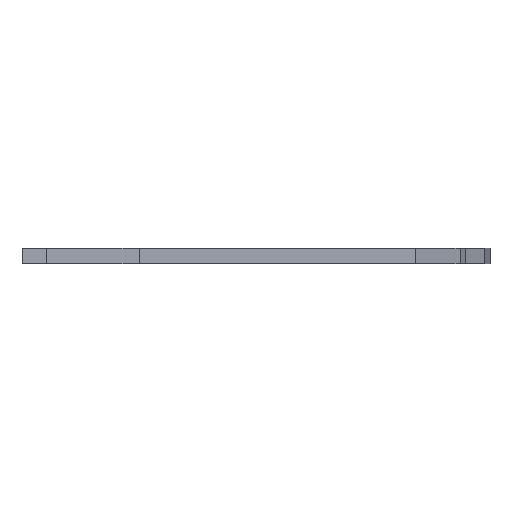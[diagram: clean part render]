
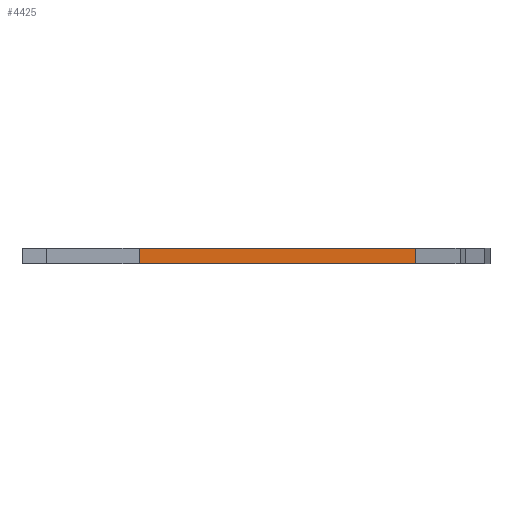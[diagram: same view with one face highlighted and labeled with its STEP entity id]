
A CAD part, front view. The second image highlights one B-rep face of the part: STEP entity #4425.
In plain terms, the highlighted planar face has unit normal (0, -1, 0).
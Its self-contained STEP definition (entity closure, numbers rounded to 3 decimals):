
#83 = PLANE('',#84);
#84 = AXIS2_PLACEMENT_3D('',#85,#86,#87);
#85 = CARTESIAN_POINT('',(43.33,-58.036,1.6));
#86 = DIRECTION('',(0.,0.,1.));
#87 = DIRECTION('',(1.,0.,-0.));
#137 = PLANE('',#138);
#138 = AXIS2_PLACEMENT_3D('',#139,#140,#141);
#139 = CARTESIAN_POINT('',(43.33,-58.036,0.));
#140 = DIRECTION('',(0.,0.,1.));
#141 = DIRECTION('',(1.,0.,-0.));
#415 = VERTEX_POINT('',#416);
#416 = CARTESIAN_POINT('',(31.55,-104.1,0.));
#430 = PLANE('',#431);
#431 = AXIS2_PLACEMENT_3D('',#432,#433,#434);
#432 = CARTESIAN_POINT('',(22.25,-104.1,0.));
#433 = DIRECTION('',(0.,1.,0.));
#434 = DIRECTION('',(1.,0.,0.));
#442 = EDGE_CURVE('',#415,#443,#445,.T.);
#443 = VERTEX_POINT('',#444);
#444 = CARTESIAN_POINT('',(59.25,-104.1,0.));
#445 = SURFACE_CURVE('',#446,(#450,#457),.PCURVE_S1.);
#446 = LINE('',#447,#448);
#447 = CARTESIAN_POINT('',(31.55,-104.1,0.));
#448 = VECTOR('',#449,1.);
#449 = DIRECTION('',(1.,0.,0.));
#450 = PCURVE('',#137,#451);
#451 = DEFINITIONAL_REPRESENTATION('',(#452),#456);
#452 = LINE('',#453,#454);
#453 = CARTESIAN_POINT('',(-11.78,-46.064));
#454 = VECTOR('',#455,1.);
#455 = DIRECTION('',(1.,0.));
#456 = ( GEOMETRIC_REPRESENTATION_CONTEXT(2) 
PARAMETRIC_REPRESENTATION_CONTEXT() REPRESENTATION_CONTEXT('2D SPACE',''
  ) );
#457 = PCURVE('',#458,#463);
#458 = PLANE('',#459);
#459 = AXIS2_PLACEMENT_3D('',#460,#461,#462);
#460 = CARTESIAN_POINT('',(31.55,-104.1,0.));
#461 = DIRECTION('',(0.,1.,0.));
#462 = DIRECTION('',(1.,0.,0.));
#463 = DEFINITIONAL_REPRESENTATION('',(#464),#468);
#464 = LINE('',#465,#466);
#465 = CARTESIAN_POINT('',(0.,0.));
#466 = VECTOR('',#467,1.);
#467 = DIRECTION('',(1.,0.));
#468 = ( GEOMETRIC_REPRESENTATION_CONTEXT(2) 
PARAMETRIC_REPRESENTATION_CONTEXT() REPRESENTATION_CONTEXT('2D SPACE',''
  ) );
#486 = PLANE('',#487);
#487 = AXIS2_PLACEMENT_3D('',#488,#489,#490);
#488 = CARTESIAN_POINT('',(59.25,-104.1,0.));
#489 = DIRECTION('',(-0.86,0.509,0.));
#490 = DIRECTION('',(0.509,0.86,0.));
#2484 = VERTEX_POINT('',#2485);
#2485 = CARTESIAN_POINT('',(31.55,-104.1,1.6));
#2506 = EDGE_CURVE('',#2484,#2507,#2509,.T.);
#2507 = VERTEX_POINT('',#2508);
#2508 = CARTESIAN_POINT('',(59.25,-104.1,1.6));
#2509 = SURFACE_CURVE('',#2510,(#2514,#2521),.PCURVE_S1.);
#2510 = LINE('',#2511,#2512);
#2511 = CARTESIAN_POINT('',(31.55,-104.1,1.6));
#2512 = VECTOR('',#2513,1.);
#2513 = DIRECTION('',(1.,0.,0.));
#2514 = PCURVE('',#83,#2515);
#2515 = DEFINITIONAL_REPRESENTATION('',(#2516),#2520);
#2516 = LINE('',#2517,#2518);
#2517 = CARTESIAN_POINT('',(-11.78,-46.064));
#2518 = VECTOR('',#2519,1.);
#2519 = DIRECTION('',(1.,0.));
#2520 = ( GEOMETRIC_REPRESENTATION_CONTEXT(2) 
PARAMETRIC_REPRESENTATION_CONTEXT() REPRESENTATION_CONTEXT('2D SPACE',''
  ) );
#2521 = PCURVE('',#458,#2522);
#2522 = DEFINITIONAL_REPRESENTATION('',(#2523),#2527);
#2523 = LINE('',#2524,#2525);
#2524 = CARTESIAN_POINT('',(0.,-1.6));
#2525 = VECTOR('',#2526,1.);
#2526 = DIRECTION('',(1.,0.));
#2527 = ( GEOMETRIC_REPRESENTATION_CONTEXT(2) 
PARAMETRIC_REPRESENTATION_CONTEXT() REPRESENTATION_CONTEXT('2D SPACE',''
  ) );
#4377 = EDGE_CURVE('',#415,#2484,#4378,.T.);
#4378 = SURFACE_CURVE('',#4379,(#4383,#4390),.PCURVE_S1.);
#4379 = LINE('',#4380,#4381);
#4380 = CARTESIAN_POINT('',(31.55,-104.1,0.));
#4381 = VECTOR('',#4382,1.);
#4382 = DIRECTION('',(0.,0.,1.));
#4383 = PCURVE('',#430,#4384);
#4384 = DEFINITIONAL_REPRESENTATION('',(#4385),#4389);
#4385 = LINE('',#4386,#4387);
#4386 = CARTESIAN_POINT('',(9.3,0.));
#4387 = VECTOR('',#4388,1.);
#4388 = DIRECTION('',(0.,-1.));
#4389 = ( GEOMETRIC_REPRESENTATION_CONTEXT(2) 
PARAMETRIC_REPRESENTATION_CONTEXT() REPRESENTATION_CONTEXT('2D SPACE',''
  ) );
#4390 = PCURVE('',#458,#4391);
#4391 = DEFINITIONAL_REPRESENTATION('',(#4392),#4396);
#4392 = LINE('',#4393,#4394);
#4393 = CARTESIAN_POINT('',(0.,0.));
#4394 = VECTOR('',#4395,1.);
#4395 = DIRECTION('',(0.,-1.));
#4396 = ( GEOMETRIC_REPRESENTATION_CONTEXT(2) 
PARAMETRIC_REPRESENTATION_CONTEXT() REPRESENTATION_CONTEXT('2D SPACE',''
  ) );
#4425 = ADVANCED_FACE('',(#4426),#458,.F.);
#4426 = FACE_BOUND('',#4427,.F.);
#4427 = EDGE_LOOP('',(#4428,#4429,#4430,#4451));
#4428 = ORIENTED_EDGE('',*,*,#4377,.T.);
#4429 = ORIENTED_EDGE('',*,*,#2506,.T.);
#4430 = ORIENTED_EDGE('',*,*,#4431,.F.);
#4431 = EDGE_CURVE('',#443,#2507,#4432,.T.);
#4432 = SURFACE_CURVE('',#4433,(#4437,#4444),.PCURVE_S1.);
#4433 = LINE('',#4434,#4435);
#4434 = CARTESIAN_POINT('',(59.25,-104.1,0.));
#4435 = VECTOR('',#4436,1.);
#4436 = DIRECTION('',(0.,0.,1.));
#4437 = PCURVE('',#458,#4438);
#4438 = DEFINITIONAL_REPRESENTATION('',(#4439),#4443);
#4439 = LINE('',#4440,#4441);
#4440 = CARTESIAN_POINT('',(27.7,0.));
#4441 = VECTOR('',#4442,1.);
#4442 = DIRECTION('',(0.,-1.));
#4443 = ( GEOMETRIC_REPRESENTATION_CONTEXT(2) 
PARAMETRIC_REPRESENTATION_CONTEXT() REPRESENTATION_CONTEXT('2D SPACE',''
  ) );
#4444 = PCURVE('',#486,#4445);
#4445 = DEFINITIONAL_REPRESENTATION('',(#4446),#4450);
#4446 = LINE('',#4447,#4448);
#4447 = CARTESIAN_POINT('',(0.,0.));
#4448 = VECTOR('',#4449,1.);
#4449 = DIRECTION('',(0.,-1.));
#4450 = ( GEOMETRIC_REPRESENTATION_CONTEXT(2) 
PARAMETRIC_REPRESENTATION_CONTEXT() REPRESENTATION_CONTEXT('2D SPACE',''
  ) );
#4451 = ORIENTED_EDGE('',*,*,#442,.F.);
